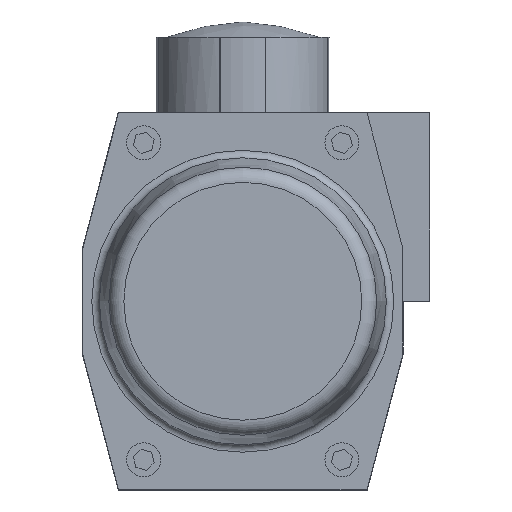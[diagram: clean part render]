
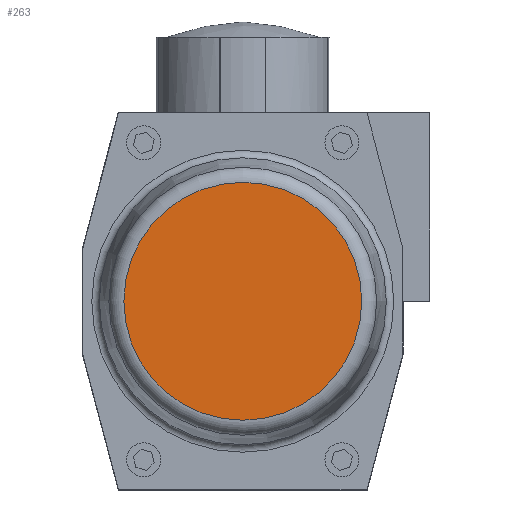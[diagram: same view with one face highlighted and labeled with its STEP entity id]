
A CAD part, front view. The second image highlights one B-rep face of the part: STEP entity #263.
In plain terms, the highlighted planar face has unit normal (0, -1, 0).
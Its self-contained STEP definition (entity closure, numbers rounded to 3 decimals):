
#263 = ADVANCED_FACE( '', ( #701 ), #702, .T. );
#701 = FACE_OUTER_BOUND( '', #1383, .T. );
#702 = PLANE( '', #1384 );
#1383 = EDGE_LOOP( '', ( #2175 ) );
#1384 = AXIS2_PLACEMENT_3D( '', #2176, #2177, #2178 );
#2175 = ORIENTED_EDGE( '', *, *, #3654, .F. );
#2176 = CARTESIAN_POINT( '', ( 0., -106.5, 0. ) );
#2177 = DIRECTION( '', ( 0., -1., 0. ) );
#2178 = DIRECTION( '', ( 1., 0., 0. ) );
#3654 = EDGE_CURVE( '', #4344, #4344, #4345, .T. );
#4344 = VERTEX_POINT( '', #5284 );
#4345 = CIRCLE( '', #5285, 31.516 );
#5284 = CARTESIAN_POINT( '', ( -31.516, -106.5, 0. ) );
#5285 = AXIS2_PLACEMENT_3D( '', #6282, #6283, #6284 );
#6282 = CARTESIAN_POINT( '', ( 0., -106.5, 0. ) );
#6283 = DIRECTION( '', ( 0., 1., 0. ) );
#6284 = DIRECTION( '', ( -1., 0., 0. ) );
